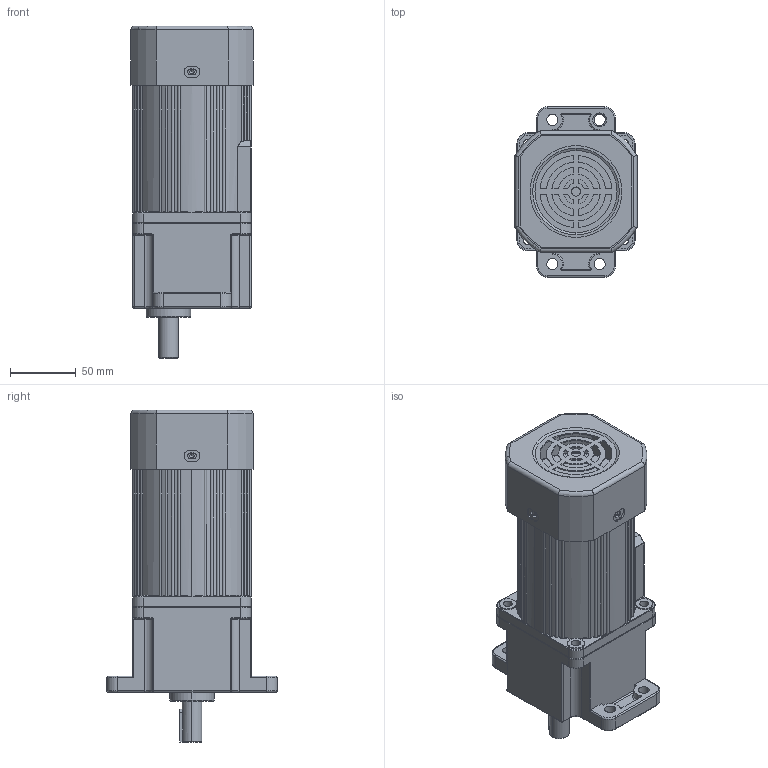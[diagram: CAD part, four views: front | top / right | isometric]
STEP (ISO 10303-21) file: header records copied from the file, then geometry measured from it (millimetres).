
FILE_DESCRIPTION (( 'STEP AP203' ), '1' );
FILE_NAME ('5IK90-140R+5GU3-750K.STEP', '2020-01-09T10:37:53', ( 'Sky123.Org' ), ( 'Sky123.Org' ), 'SwSTEP 2.0', 'SolidWorks 2014', '' );
FILE_SCHEMA (( 'CONFIG_CONTROL_DESIGN' ));
Length unit declared in the file: millimetre
Products named in the file (5): 5IK90-140A; 5GU3-750K; 90酗瑞欶褲; 5IK90-140R+5GU3-750K
Assembly tree (4 placements, depth 3):
  5IK90-140R+5GU3-750K
    5IK90-140A
    5GU3-750K
      5GU3-750K
    90酗瑞欶褲
Bounding box: 93 x 130 x 253 mm (x, y, z)
Volume: 1303508.7 mm3; surface area: 149780.2 mm2
Topology: 3 solids, 3 shells, 687 faces, 1767 edges, 1072 vertices
Faces by surface type: cylinder 303, plane 198, torus 94, cone 46, bspline 34, sphere 12
Entity records: 22846 total; most frequent: CARTESIAN_POINT 5687, DIRECTION 3631, ORIENTED_EDGE 3438, EDGE_CURVE 1719, AXIS2_PLACEMENT_3D 1446, VERTEX_POINT 1072, CIRCLE 785, EDGE_LOOP 779
